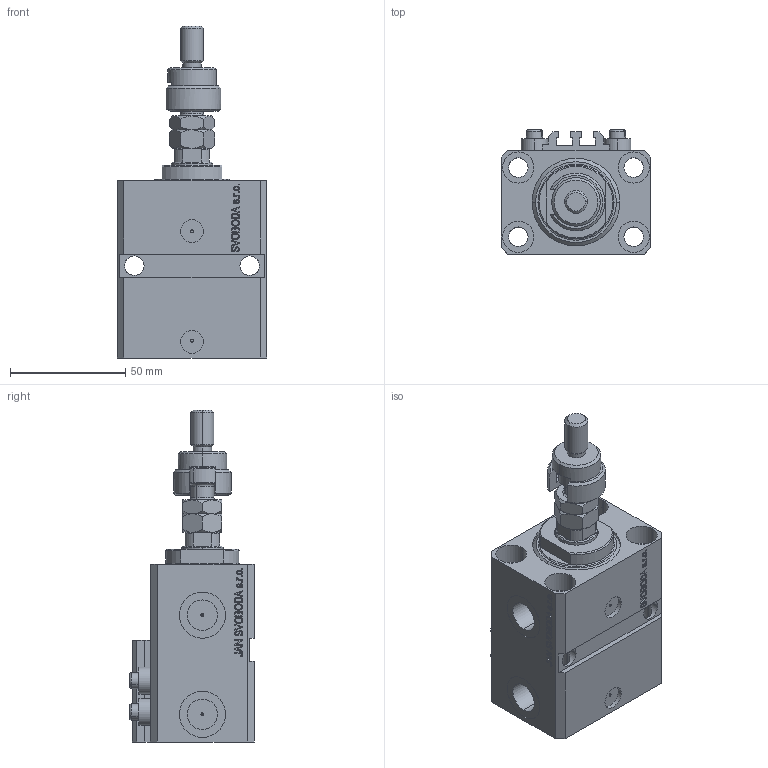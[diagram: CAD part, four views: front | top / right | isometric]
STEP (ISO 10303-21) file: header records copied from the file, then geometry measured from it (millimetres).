
FILE_DESCRIPTION (( 'STEP AP203' ), '1' );
FILE_NAME ('4480.STEP', '2022-04-09T17:06:51', ( '' ), ( '' ), 'SwSTEP 2.0', 'SolidWorks 2019', '' );
FILE_SCHEMA (( 'CONFIG_CONTROL_DESIGN' ));
Length unit declared in the file: millimetre
Products named in the file (8): V250CE_C_VCP 272537ebab5e9877458f4e5b3827546c; 4480; ALLEN BOLT V250CE 272537ebab5e9877458f4e5b3827546c; DFA 272537ebab5e9877458f4e5b3827546c; V250CE_E_Body 272537ebab5e9877458f4e5b3827546c; V250CE_VC_E 272537ebab5e9877458f4e5b3827546c; MFA 272537ebab5e9877458f4e5b3827546c; FEMALE_PART_FOR_DFA 272537ebab5e9877458f4e5b3827546c
Assembly tree (10 placements, depth 3):
  4480
    V250CE_E_Body 272537ebab5e9877458f4e5b3827546c
    ALLEN BOLT V250CE 272537ebab5e9877458f4e5b3827546c  x4
    V250CE_C_VCP 272537ebab5e9877458f4e5b3827546c
    V250CE_VC_E 272537ebab5e9877458f4e5b3827546c
    DFA 272537ebab5e9877458f4e5b3827546c
      FEMALE_PART_FOR_DFA 272537ebab5e9877458f4e5b3827546c
      MFA 272537ebab5e9877458f4e5b3827546c
Bounding box: 65 x 54 x 143.9 mm (x, y, z)
Volume: 207951.5 mm3; surface area: 67847.3 mm2
Topology: 10 solids, 10 shells, 1168 faces, 2893 edges, 1864 vertices
Faces by surface type: plane 543, bspline 360, cylinder 151, cone 96, torus 18
Entity records: 50514 total; most frequent: CARTESIAN_POINT 25863, ORIENTED_EDGE 5476, DIRECTION 3714, EDGE_CURVE 2738, VERTEX_POINT 1780, LINE 1592, VECTOR 1592, EDGE_LOOP 1236
